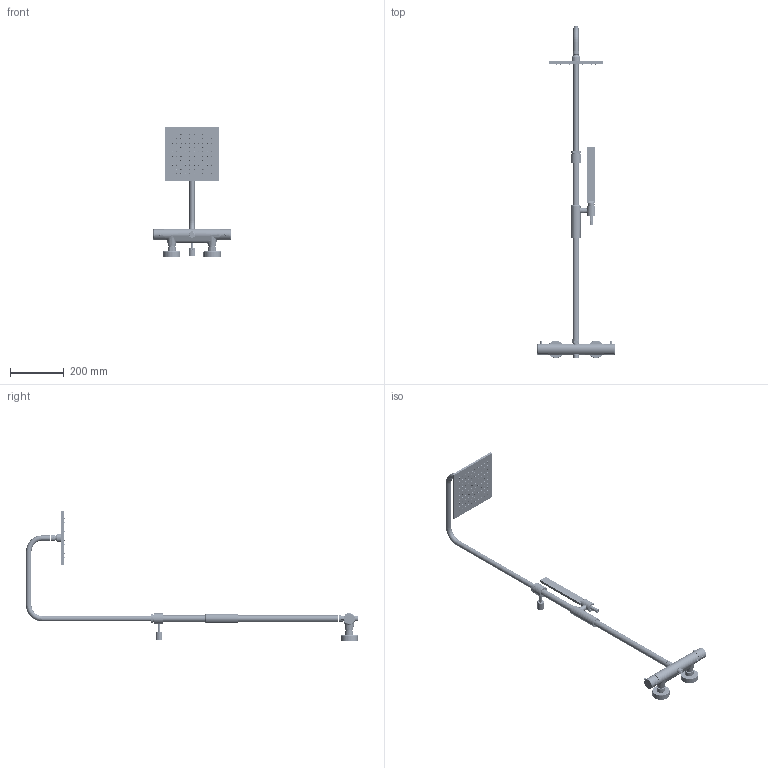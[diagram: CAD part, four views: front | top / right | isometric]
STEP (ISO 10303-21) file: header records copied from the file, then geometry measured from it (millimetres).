
FILE_DESCRIPTION((''),'2;1');
FILE_NAME('ZCOL641LIQCRAG-PIA','2023-07-28T08:40:43',('simone.bertoli'),('PAFFONI SpA'),'CREO PARAMETRIC BY PTC INC, 2022124','CREO PARAMETRIC BY PTC INC, 2022124','');
FILE_SCHEMA(('CONFIG_CONTROL_DESIGN','SHAPE_APPEARANCE_LAYERS_GROUPS'));
Products named in the file (1): ZCOL641LIQCRAG-PIA
Bounding box: 287.73 x 1236.1 x 482.8 mm (x, y, z)
Volume: 753237.4 mm3; surface area: 598179.1 mm2
Topology: 10 solids, 10 shells, 6615 faces, 14398 edges, 8250 vertices
Faces by surface type: torus 3335, cylinder 1339, plane 1228, cone 498, bspline 157, sphere 58
Entity records: 254124 total; most frequent: CARTESIAN_POINT 57027, DIRECTION 36411, ORIENTED_EDGE 28756, AXIS2_PLACEMENT_3D 16524, EDGE_CURVE 14378, CIRCLE 10066, VERTEX_POINT 8250, EDGE_LOOP 7436
